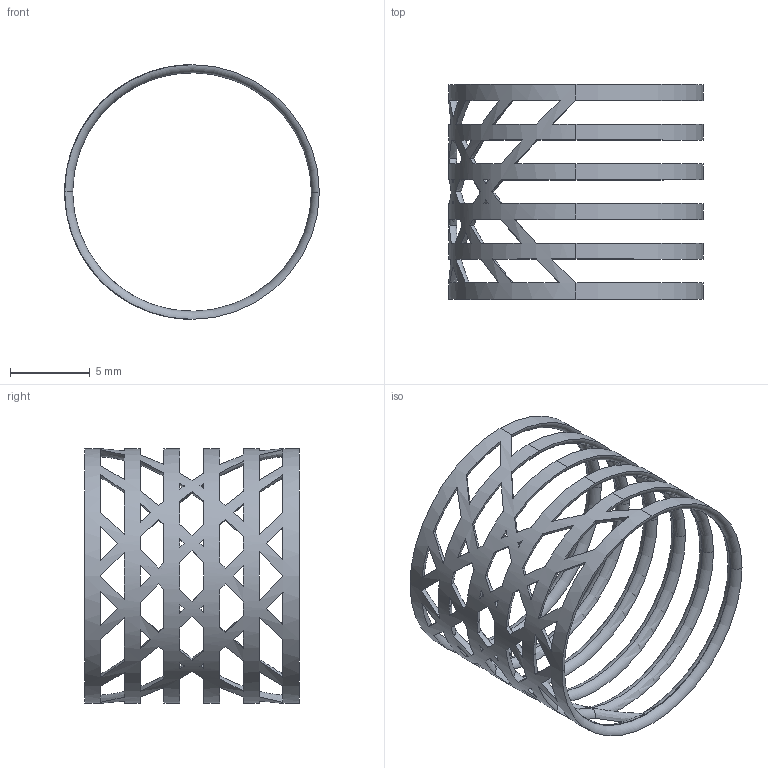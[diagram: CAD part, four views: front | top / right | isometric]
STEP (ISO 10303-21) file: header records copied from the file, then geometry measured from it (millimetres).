
FILE_DESCRIPTION (( 'STEP AP214' ), '1' );
FILE_NAME ('cubito_acordeon_hilo_ansys.STEP', '2018-04-23T20:40:35', ( '' ), ( '' ), 'SwSTEP 2.0', 'SolidWorks 2015', '' );
FILE_SCHEMA (( 'AUTOMOTIVE_DESIGN' ));
Length unit declared in the file: millimetre
Products named in the file (1): cubito_acordeon_hilo_ansys
Bounding box: 16 x 13.5 x 16 mm (x, y, z)
Volume: 139 mm3; surface area: 897.6 mm2
Topology: 1 solids, 1 shells, 205 faces, 592 edges, 338 vertices
Faces by surface type: torus 122, bspline 76, cylinder 7
Entity records: 15313 total; most frequent: CARTESIAN_POINT 10818, ORIENTED_EDGE 1184, DIRECTION 706, EDGE_CURVE 592, AXIS2_PLACEMENT_3D 347, VERTEX_POINT 338, EDGE_LOOP 244, B_SPLINE_CURVE_WITH_KNOTS 227
